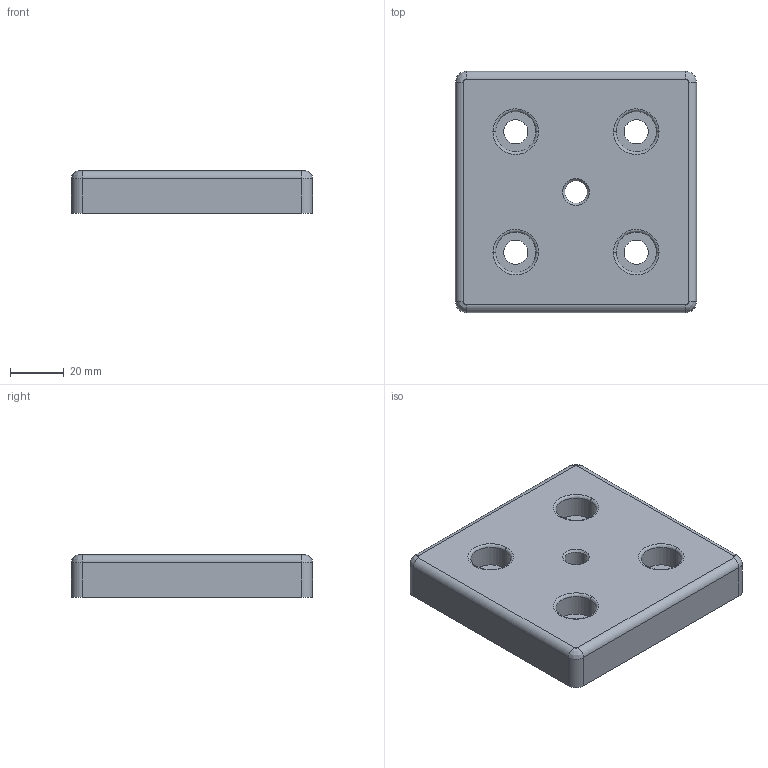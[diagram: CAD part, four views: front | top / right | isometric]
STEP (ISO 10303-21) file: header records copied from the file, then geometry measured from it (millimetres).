
FILE_DESCRIPTION (( 'STEP AP214' ), '1' );
FILE_NAME ('093t90901008r.STEP', '2014-09-08T05:56:29', ( '' ), ( '' ), 'SwSTEP 2.0', 'SolidWorks 2014', '' );
FILE_SCHEMA (( 'AUTOMOTIVE_DESIGN' ));
Length unit declared in the file: inch
Products named in the file (1): 093t90901008r
Bounding box: 90 x 90 x 16 mm (x, y, z)
Volume: 82848 mm3; surface area: 31437.9 mm2
Topology: 1 solids, 1 shells, 185 faces, 449 edges, 257 vertices
Faces by surface type: cylinder 89, bspline 65, plane 27, cone 4
Entity records: 9537 total; most frequent: CARTESIAN_POINT 2966, DIRECTION 907, ORIENTED_EDGE 862, EDGE_CURVE 431, AXIS2_PLACEMENT_3D 382, CIRCLE 261, VERTEX_POINT 257, EDGE_LOOP 204
